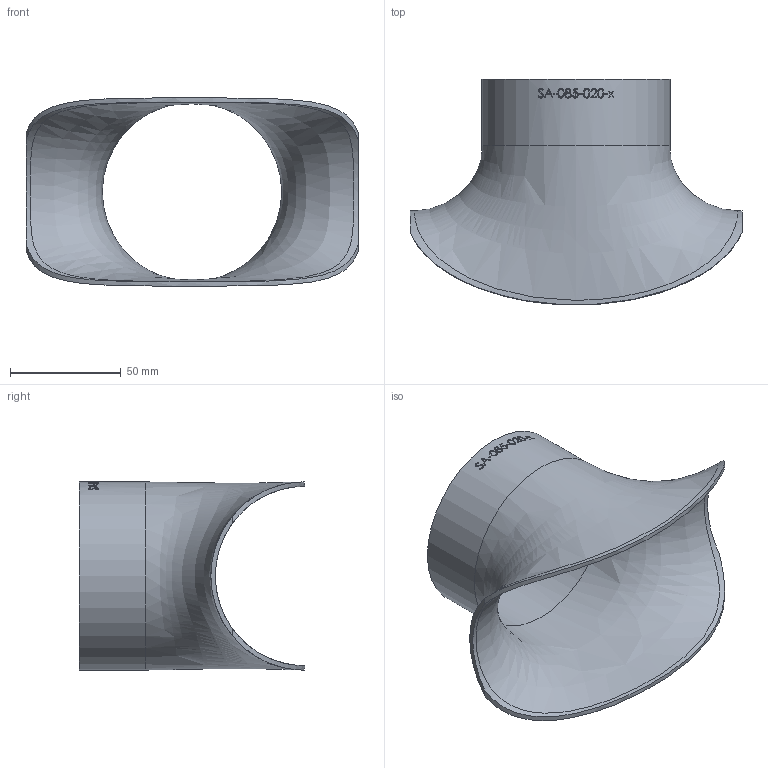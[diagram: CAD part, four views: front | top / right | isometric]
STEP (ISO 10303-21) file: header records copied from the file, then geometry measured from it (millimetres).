
FILE_DESCRIPTION (( 'STEP AP214' ), '1' );
FILE_NAME ('SA-085-020-x Sattelstutzen 1911.STEP', '2019-12-04T15:29:25', ( '' ), ( '' ), 'SwSTEP 2.0', 'SolidWorks 2016', '' );
FILE_SCHEMA (( 'AUTOMOTIVE_DESIGN' ));
Length unit declared in the file: millimetre
Products named in the file (1): SA-085-020-x Sattelstutzen 1911
Bounding box: 150 x 101.94 x 85 mm (x, y, z)
Volume: 60900.2 mm3; surface area: 59262 mm2
Topology: 1 solids, 1 shells, 153 faces, 398 edges, 265 vertices
Faces by surface type: bspline 97, plane 32, cylinder 24
Full cylindrical faces by diameter (mm): 81 x1, 85 x1
Entity records: 28022 total; most frequent: CARTESIAN_POINT 23680, ORIENTED_EDGE 768, EDGE_CURVE 384, B_SPLINE_CURVE_WITH_KNOTS 299, VERTEX_POINT 258, DIRECTION 244, EDGE_LOOP 176, FACE_OUTER_BOUND 155
